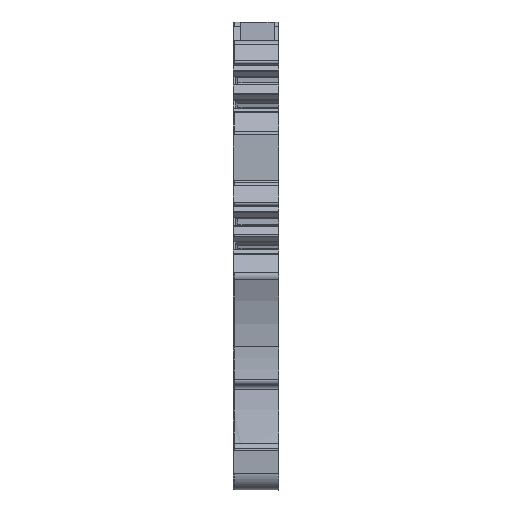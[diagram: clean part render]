
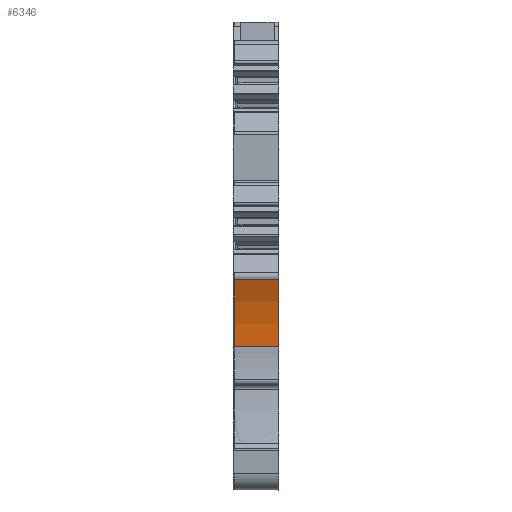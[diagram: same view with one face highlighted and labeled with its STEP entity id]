
A CAD part, front view. The second image highlights one B-rep face of the part: STEP entity #6346.
In plain terms, the highlighted cylindrical face has radius 20 mm (diameter 40 mm), a partial arc.
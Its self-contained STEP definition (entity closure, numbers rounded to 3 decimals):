
#1133=AXIS2_PLACEMENT_3D('Circle Axis2P3D',#1131,#1132,$) ;
#6326=AXIS2_PLACEMENT_3D('Cylinder Axis2P3D',#6323,#6324,#6325) ;
#6330=AXIS2_PLACEMENT_3D('Circle Axis2P3D',#6328,#6329,$) ;
#1128=CARTESIAN_POINT('Vertex',(5.1,0.086,23.838)) ;
#1131=CARTESIAN_POINT('Axis2P3D Location',(5.1,-18.112,15.54)) ;
#1135=CARTESIAN_POINT('Vertex',(5.1,1.877,16.2)) ;
#6304=CARTESIAN_POINT('Line Origine',(0.,0.086,23.838)) ;
#6308=CARTESIAN_POINT('Vertex',(0.1,0.086,23.838)) ;
#6323=CARTESIAN_POINT('Axis2P3D Location',(0.,-18.112,15.54)) ;
#6328=CARTESIAN_POINT('Axis2P3D Location',(0.1,-18.112,15.54)) ;
#6332=CARTESIAN_POINT('Vertex',(0.1,1.877,16.2)) ;
#6335=CARTESIAN_POINT('Line Origine',(0.,1.877,16.2)) ;
#1132=DIRECTION('Axis2P3D Direction',(1.,0.,0.)) ;
#6305=DIRECTION('Vector Direction',(1.,0.,0.)) ;
#6324=DIRECTION('Axis2P3D Direction',(1.,0.,0.)) ;
#6325=DIRECTION('Axis2P3D XDirection',(0.,0.999,0.033)) ;
#6329=DIRECTION('Axis2P3D Direction',(1.,0.,0.)) ;
#6336=DIRECTION('Vector Direction',(1.,0.,0.)) ;
#6306=VECTOR('Line Direction',#6305,1.) ;
#6337=VECTOR('Line Direction',#6336,1.) ;
#6341=ORIENTED_EDGE('',*,*,#6334,.F.) ;
#6342=ORIENTED_EDGE('',*,*,#6339,.T.) ;
#6343=ORIENTED_EDGE('',*,*,#1137,.T.) ;
#6344=ORIENTED_EDGE('',*,*,#6310,.F.) ;
#6346=ADVANCED_FACE('KLTR',(#6345),#6327,.F.) ;
#1134=CIRCLE('generated circle',#1133,20.) ;
#6331=CIRCLE('generated circle',#6330,20.) ;
#6327=CYLINDRICAL_SURFACE('generated cylinder',#6326,20.) ;
#1137=EDGE_CURVE('',#1136,#1129,#1134,.T.) ;
#6310=EDGE_CURVE('',#6309,#1129,#6307,.T.) ;
#6334=EDGE_CURVE('',#6333,#6309,#6331,.T.) ;
#6339=EDGE_CURVE('',#6333,#1136,#6338,.T.) ;
#6340=EDGE_LOOP('',(#6341,#6342,#6343,#6344)) ;
#6345=FACE_OUTER_BOUND('',#6340,.T.) ;
#6307=LINE('Line',#6304,#6306) ;
#6338=LINE('Line',#6335,#6337) ;
#1129=VERTEX_POINT('',#1128) ;
#1136=VERTEX_POINT('',#1135) ;
#6309=VERTEX_POINT('',#6308) ;
#6333=VERTEX_POINT('',#6332) ;
